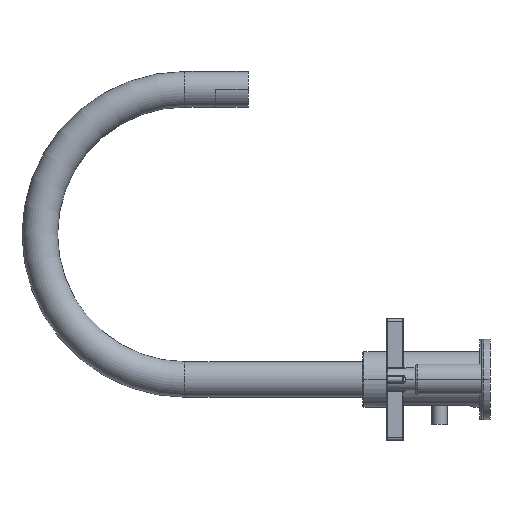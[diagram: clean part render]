
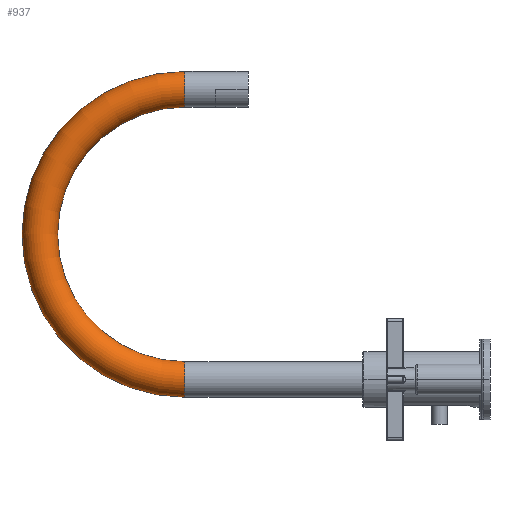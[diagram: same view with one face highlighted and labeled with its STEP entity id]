
A CAD part, left-side view. The second image highlights one B-rep face of the part: STEP entity #937.
In plain terms, the highlighted toroidal (fillet/blend) face has major radius 90.5 mm and minor radius 11.113 mm.
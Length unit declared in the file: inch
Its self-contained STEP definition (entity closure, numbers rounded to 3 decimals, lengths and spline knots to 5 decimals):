
#268=CARTESIAN_POINT('',(0.,7.494,0.));
#269=DIRECTION('',(0.,-1.,0.));
#270=DIRECTION('',(0.,0.,1.));
#271=AXIS2_PLACEMENT_3D('',#268,#269,#270);
#291=CARTESIAN_POINT('',(0.,7.494,3.563));
#292=DIRECTION('',(-1.,0.,0.));
#293=DIRECTION('',(0.,0.,1.));
#294=AXIS2_PLACEMENT_3D('',#291,#292,#293);
#332=CARTESIAN_POINT('',(0.,7.494,7.126));
#333=DIRECTION('',(0.,1.,0.));
#334=DIRECTION('',(0.,0.,-1.));
#335=AXIS2_PLACEMENT_3D('',#332,#333,#334);
#337=CARTESIAN_POINT('',(0.,7.494,3.563));
#338=DIRECTION('',(-1.,0.,0.));
#339=DIRECTION('',(0.,0.,1.));
#340=AXIS2_PLACEMENT_3D('',#337,#338,#339);
#464=CARTESIAN_POINT('',(0.,7.494,6.6885));
#465=CARTESIAN_POINT('',(0.,7.494,7.5635));
#466=VERTEX_POINT('',#464);
#467=VERTEX_POINT('',#465);
#468=CARTESIAN_POINT('',(0.,7.494,0.4375));
#469=CARTESIAN_POINT('',(0.,7.494,-0.4375));
#470=VERTEX_POINT('',#468);
#471=VERTEX_POINT('',#469);
#926=CARTESIAN_POINT('',(0.,7.494,3.563));
#927=DIRECTION('',(-1.,0.,0.));
#928=DIRECTION('',(0.,0.,-1.));
#929=AXIS2_PLACEMENT_3D('',#926,#927,#928);
#930=TOROIDAL_SURFACE('',#929,3.563,0.4375);
#931=ORIENTED_EDGE('',*,*,#911,.F.);
#932=ORIENTED_EDGE('',*,*,#870,.T.);
#933=ORIENTED_EDGE('',*,*,#840,.T.);
#934=ORIENTED_EDGE('',*,*,#867,.F.);
#935=EDGE_LOOP('',(#931,#932,#933,#934));
#936=FACE_OUTER_BOUND('',#935,.F.);
#937=ADVANCED_FACE('',(#936),#930,.T.);
#272=CIRCLE('',#271,0.4375);
#295=CIRCLE('',#294,4.0005);
#336=CIRCLE('',#335,0.4375);
#341=CIRCLE('',#340,3.1255);
#840=EDGE_CURVE('',#470,#471,#272,.T.);
#867=EDGE_CURVE('',#467,#471,#295,.T.);
#870=EDGE_CURVE('',#466,#470,#341,.T.);
#911=EDGE_CURVE('',#466,#467,#336,.T.);
